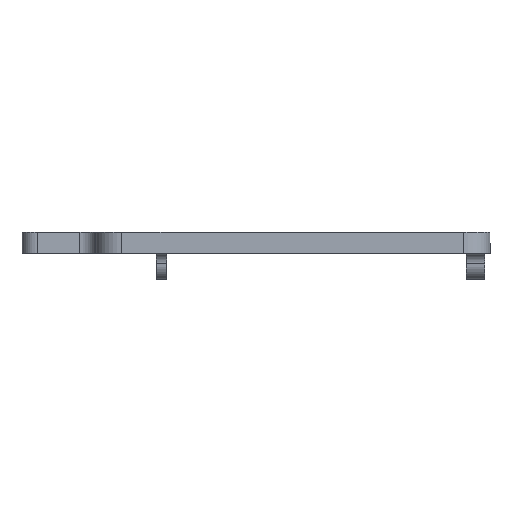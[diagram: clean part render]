
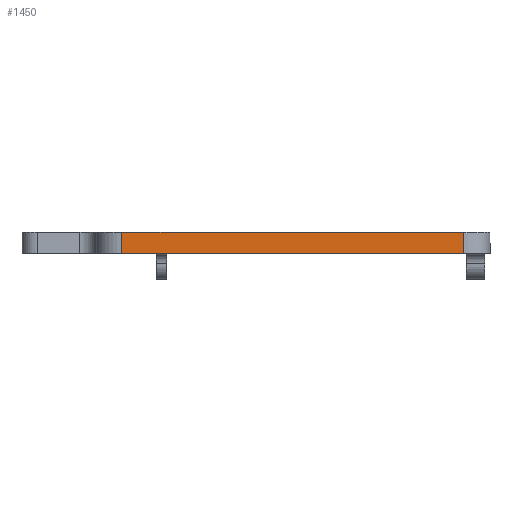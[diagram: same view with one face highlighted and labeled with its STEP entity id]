
A CAD part, left-side view. The second image highlights one B-rep face of the part: STEP entity #1450.
In plain terms, the highlighted planar face has unit normal (-1, 0, 0).
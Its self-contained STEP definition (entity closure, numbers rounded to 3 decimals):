
#88=PLANE('',#1585);
#118=FACE_OUTER_BOUND('',#229,.T.);
#229=EDGE_LOOP('',(#1053,#1054,#1055,#1056));
#344=LINE('',#2225,#440);
#348=LINE('',#2234,#444);
#368=LINE('',#2346,#464);
#369=LINE('',#2347,#465);
#440=VECTOR('',#1744,10.);
#444=VECTOR('',#1752,10.);
#464=VECTOR('',#1850,10.);
#465=VECTOR('',#1851,10.);
#643=VERTEX_POINT('',#2218);
#646=VERTEX_POINT('',#2223);
#649=VERTEX_POINT('',#2233);
#702=VERTEX_POINT('',#2345);
#782=EDGE_CURVE('',#646,#643,#344,.T.);
#786=EDGE_CURVE('',#643,#649,#348,.T.);
#842=EDGE_CURVE('',#702,#646,#368,.T.);
#843=EDGE_CURVE('',#649,#702,#369,.T.);
#1053=ORIENTED_EDGE('',*,*,#782,.F.);
#1054=ORIENTED_EDGE('',*,*,#842,.F.);
#1055=ORIENTED_EDGE('',*,*,#843,.F.);
#1056=ORIENTED_EDGE('',*,*,#786,.F.);
#1450=ADVANCED_FACE('',(#118),#88,.F.);
#1585=AXIS2_PLACEMENT_3D('',#2344,#1848,#1849);
#1744=DIRECTION('',(0.,0.,-1.));
#1752=DIRECTION('',(0.,1.,0.));
#1848=DIRECTION('center_axis',(1.,0.,0.));
#1849=DIRECTION('ref_axis',(0.,0.,-1.));
#1850=DIRECTION('',(0.,-1.,0.));
#1851=DIRECTION('',(0.,0.,1.));
#2218=CARTESIAN_POINT('',(-125.,-65.,78.));
#2223=CARTESIAN_POINT('',(-125.,-65.,86.));
#2225=CARTESIAN_POINT('',(-125.,-65.,86.));
#2233=CARTESIAN_POINT('',(-125.,65.,78.));
#2234=CARTESIAN_POINT('',(-125.,-37.5,78.));
#2344=CARTESIAN_POINT('Origin',(-125.,-75.,86.));
#2345=CARTESIAN_POINT('',(-125.,65.,86.));
#2346=CARTESIAN_POINT('',(-125.,-37.5,86.));
#2347=CARTESIAN_POINT('',(-125.,65.,86.));
